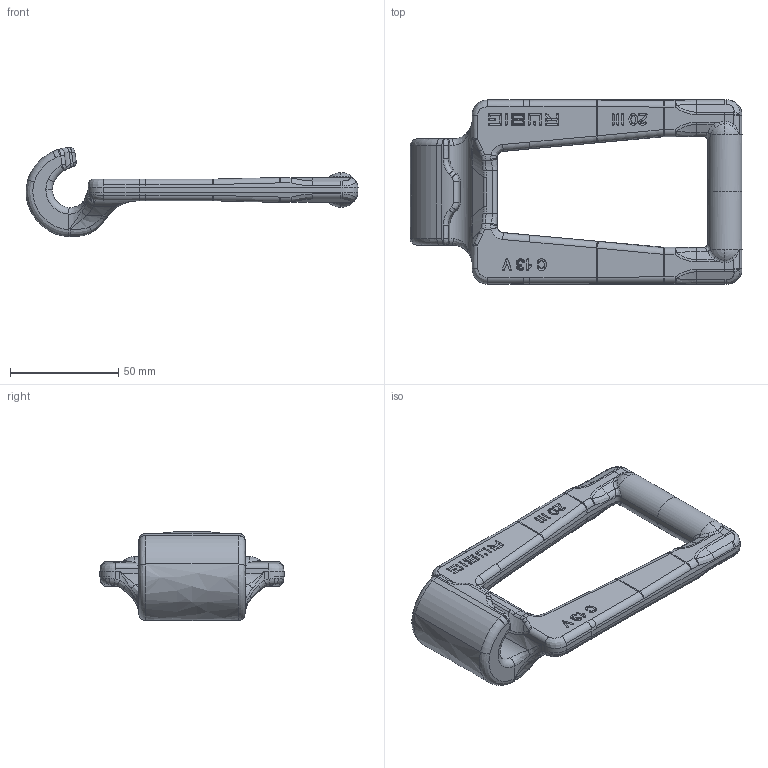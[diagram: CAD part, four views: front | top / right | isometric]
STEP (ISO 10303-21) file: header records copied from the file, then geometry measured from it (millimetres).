
FILE_DESCRIPTION(/* description */ (''),/* implementation_level */ '2;1');
FILE_NAME(/* name */ 'Kettenglied_C13V_Ruebig.stp',/* time_stamp */ '2020-09-28T08:59:54+02:00',/* author */ (''),/* organization */ (''),/* preprocessor_version */ 'ST-DEVELOPER v16',/* originating_system */ 'SIEMENS PLM Software NX 11.0',/* authorisation */ '');
FILE_SCHEMA (('AUTOMOTIVE_DESIGN { 1 0 10303 214 3 1 1 1 }'));
Length unit declared in the file: millimetre
Products named in the file (1): haid2DA069F8cve8
Bounding box: 153.22 x 85 x 41.13 mm (x, y, z)
Volume: 100727.9 mm3; surface area: 24820.9 mm2
Topology: 1 solids, 1 shells, 605 faces, 1611 edges, 946 vertices
Faces by surface type: cylinder 179, bspline 173, plane 89, sphere 74, torus 72, cone 14, extrusion 4
Entity records: 27346 total; most frequent: CARTESIAN_POINT 14075, ORIENTED_EDGE 2992, DIRECTION 2576, EDGE_CURVE 1496, AXIS2_PLACEMENT_3D 1087, VERTEX_POINT 916, EDGE_LOOP 630, ADVANCED_FACE 605
